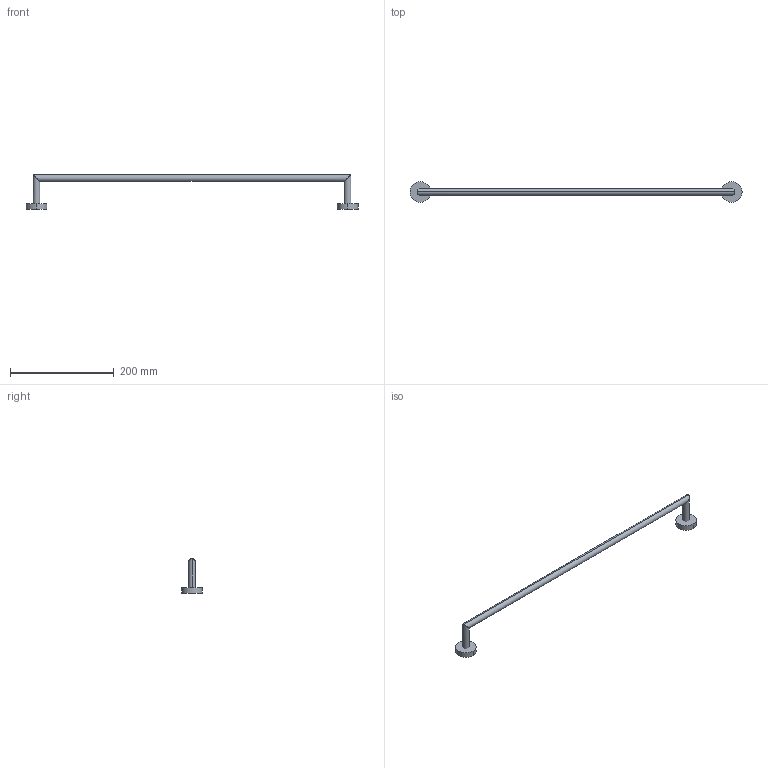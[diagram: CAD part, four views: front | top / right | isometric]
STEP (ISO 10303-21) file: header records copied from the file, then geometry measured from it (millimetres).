
FILE_DESCRIPTION (( 'STEP AP203' ), '1' );
FILE_NAME ('83060979-00.STEP', '2018-07-04T05:54:54', ( '' ), ( '' ), 'SwSTEP 2.0', 'SolidWorks 2017', '' );
FILE_SCHEMA (( 'CONFIG_CONTROL_DESIGN' ));
Length unit declared in the file: millimetre
Products named in the file (4): 83060979-00; Planungsmodell_Rohr_gerade-+-28.568.780-10_ _K73_40x11; Planungsmodell_Rohr-+-08.17.20.630.90-01_ _K3_13x66,5_45_90; Planungsmodell_Rohr-+-08.17.20.630.90-01_ _K5_13x613_45_45
Assembly tree (5 placements, depth 2):
  83060979-00
    Planungsmodell_Rohr_gerade-+-28.568.780-10_ _K73_40x11  x2
    Planungsmodell_Rohr-+-08.17.20.630.90-01_ _K3_13x66,5_45_90  x2
    Planungsmodell_Rohr-+-08.17.20.630.90-01_ _K5_13x613_45_45
Bounding box: 640 x 40 x 66.5 mm (x, y, z)
Volume: 123218.2 mm3; surface area: 38212.9 mm2
Topology: 5 solids, 5 shells, 20 faces, 30 edges, 20 vertices
Faces by surface type: cylinder 10, plane 10
Entity records: 746 total; most frequent: CARTESIAN_POINT 68, DIRECTION 58, PERSON_AND_ORGANIZATION 37, ORIENTED_EDGE 36, COORDINATED_UNIVERSAL_TIME_OFFSET 30, DATE_AND_TIME 30, CALENDAR_DATE 30, LOCAL_TIME 30
